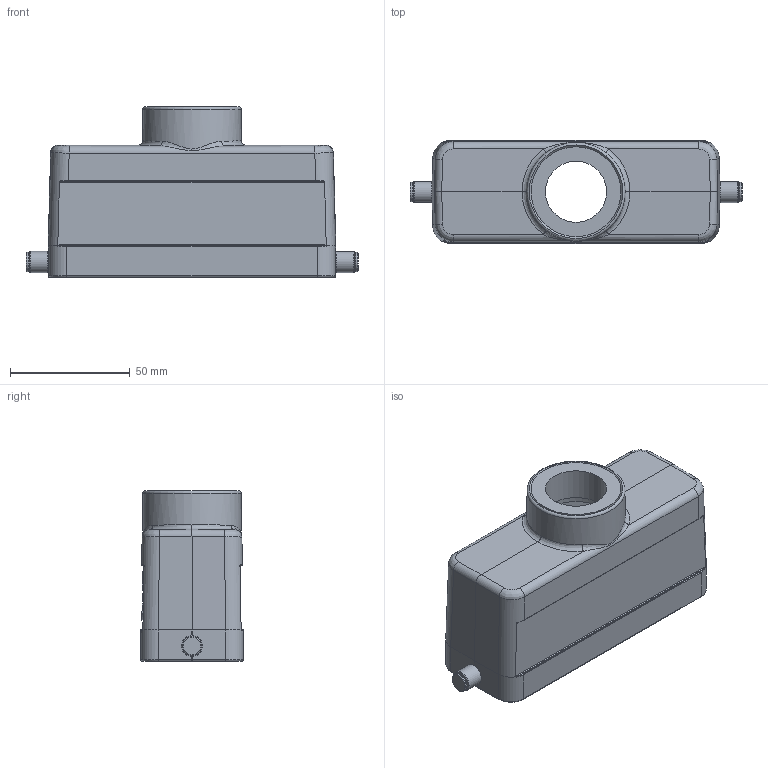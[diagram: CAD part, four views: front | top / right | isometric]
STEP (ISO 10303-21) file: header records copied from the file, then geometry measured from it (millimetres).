
FILE_DESCRIPTION((''),'2;1');
FILE_NAME('05300241466.stp','2020-07-14T15:30:52',('e.eickhoff'),(''),'Autodesk Inventor 2012','Autodesk Inventor 2012','');
FILE_SCHEMA(('AUTOMOTIVE_DESIGN { 1 0 10303 214 1 1 1 1 }'));
Length unit declared in the file: millimetre
Products named in the file (3): 05300241466; M25-PG29 Adapter
Assembly tree (2 placements, depth 2):
  05300241466
    05300241466
    M25-PG29 Adapter
Bounding box: 138.5 x 43 x 71 mm (x, y, z)
Volume: 76630 mm3; surface area: 49354.6 mm2
Topology: 2 solids, 2 shells, 365 faces, 1122 edges, 1007 vertices
Faces by surface type: plane 154, cylinder 103, bspline 70, torus 21, cone 15, sphere 2
Full cylindrical faces by diameter (mm): 3 x4, 4 x2, 4.97 x4, 8 x2, 8.8 x2, 25.5 x1, 32 x1, 37 x1, 37.5 x1, 41 x1
Entity records: 15600 total; most frequent: CARTESIAN_POINT 5918, DIRECTION 1798, ORIENTED_EDGE 1628, EDGE_CURVE 814, AXIS2_PLACEMENT_3D 607, VECTOR 584, LINE 584, VERTEX_POINT 519
